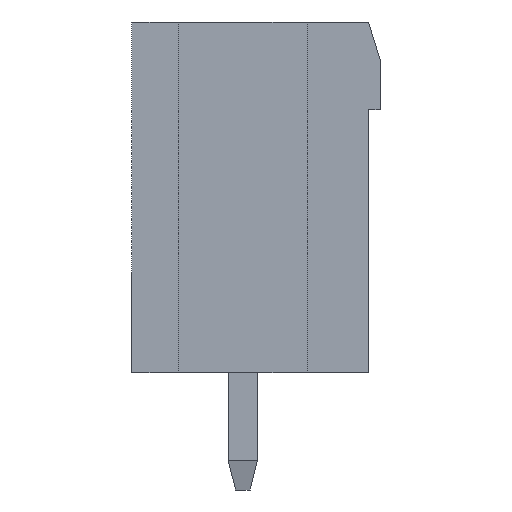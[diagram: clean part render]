
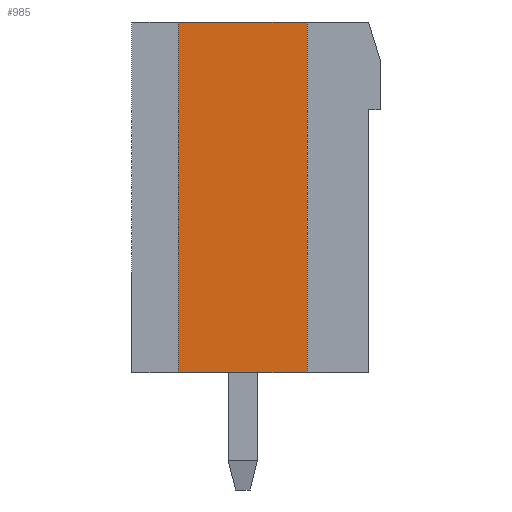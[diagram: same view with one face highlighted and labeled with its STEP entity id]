
A CAD part, left-side view. The second image highlights one B-rep face of the part: STEP entity #985.
In plain terms, the highlighted planar face has unit normal (-1, 0, 0).
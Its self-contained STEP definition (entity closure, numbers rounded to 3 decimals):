
#985 = ADVANCED_FACE( '', ( #2004 ), #2005, .T. );
#2004 = FACE_OUTER_BOUND( '', #3068, .T. );
#2005 = PLANE( '', #3069 );
#3068 = EDGE_LOOP( '', ( #5765, #5766, #5767, #5768 ) );
#3069 = AXIS2_PLACEMENT_3D( '', #5769, #5770, #5771 );
#5765 = ORIENTED_EDGE( '', *, *, #7624, .T. );
#5766 = ORIENTED_EDGE( '', *, *, #7452, .F. );
#5767 = ORIENTED_EDGE( '', *, *, #7576, .F. );
#5768 = ORIENTED_EDGE( '', *, *, #7486, .F. );
#5769 = CARTESIAN_POINT( '', ( -31.56, 2.45, -59.59 ) );
#5770 = DIRECTION( '', ( -1., 0., 0. ) );
#5771 = DIRECTION( '', ( 0., 0., 1. ) );
#7452 = EDGE_CURVE( '', #9265, #9267, #9268, .T. );
#7486 = EDGE_CURVE( '', #9309, #9311, #9312, .T. );
#7576 = EDGE_CURVE( '', #9311, #9265, #9424, .T. );
#7624 = EDGE_CURVE( '', #9309, #9267, #9475, .T. );
#9265 = VERTEX_POINT( '', #11985 );
#9267 = VERTEX_POINT( '', #11988 );
#9268 = LINE( '', #11989, #11990 );
#9309 = VERTEX_POINT( '', #12057 );
#9311 = VERTEX_POINT( '', #12060 );
#9312 = LINE( '', #12061, #12062 );
#9424 = LINE( '', #12232, #12233 );
#9475 = LINE( '', #12344, #12345 );
#11985 = CARTESIAN_POINT( '', ( -31.56, 2.45, 6. ) );
#11988 = CARTESIAN_POINT( '', ( -31.56, -1.95, 6. ) );
#11989 = CARTESIAN_POINT( '', ( -31.56, 2.45, 6. ) );
#11990 = VECTOR( '', #13414, 1000. );
#12057 = CARTESIAN_POINT( '', ( -31.56, -1.95, -6. ) );
#12060 = CARTESIAN_POINT( '', ( -31.56, 2.45, -6. ) );
#12061 = CARTESIAN_POINT( '', ( -31.56, 4.05, -6. ) );
#12062 = VECTOR( '', #13451, 1000. );
#12232 = CARTESIAN_POINT( '', ( -31.56, 2.45, -59.59 ) );
#12233 = VECTOR( '', #13525, 1000. );
#12344 = CARTESIAN_POINT( '', ( -31.56, -1.95, -59.59 ) );
#12345 = VECTOR( '', #13550, 1000. );
#13414 = DIRECTION( '', ( 0., -1., 0. ) );
#13451 = DIRECTION( '', ( 0., 1., 0. ) );
#13525 = DIRECTION( '', ( 0., 0., 1. ) );
#13550 = DIRECTION( '', ( 0., 0., 1. ) );
